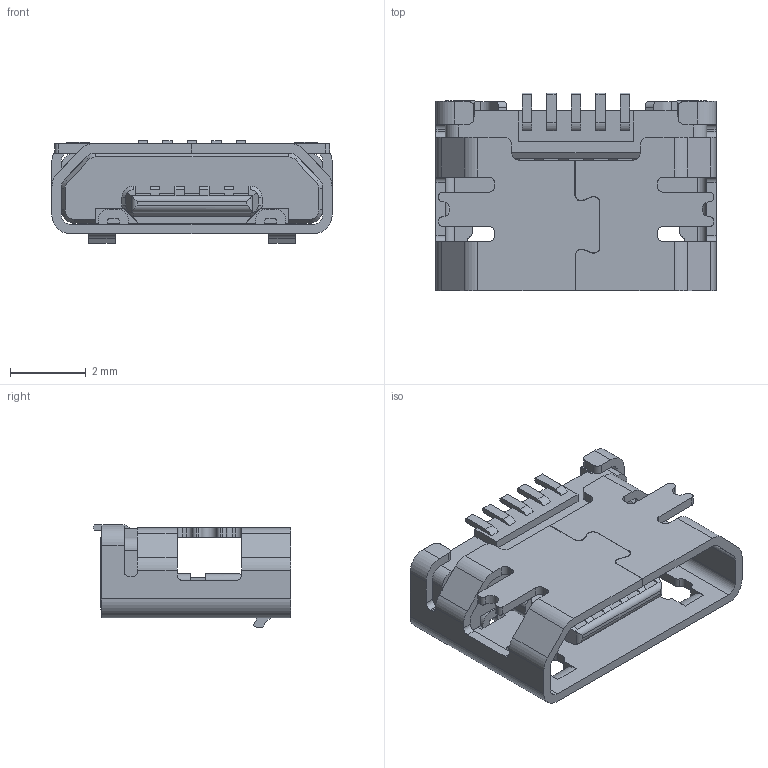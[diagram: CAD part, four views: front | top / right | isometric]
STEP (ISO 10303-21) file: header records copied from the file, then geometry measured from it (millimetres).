
FILE_DESCRIPTION(('CoCreate Modeling STEP Export'),'2;1');
FILE_NAME('四脚平贴 无柱无翻边.stp','2015-10-20T14:44:02',(''),(''),'CoCreate Modeling STEP processor for AP214 (Solid Model)','CoCreate Modeling 16.00 13-May-2008 (C) Parametric Technology GmbH','');
FILE_SCHEMA(('AUTOMOTIVE_DESIGN { 1 0 10303 214 1 1 1 1 }'));
Length unit declared in the file: millimetre
Products named in the file (140): 4MSTPITCH_ASM; USB-1008-05S.stp; p1; 2DIP2MSTMOLDING; 2DIP2MSTMOLDING.1; 2DIP2MST640_ASM; USB-1009-05S.stp; 010101010-03X_前插后贴.stp.1; 000.stp.2.1; 010101010-03X_前插后贴.stp.1.1; 000.stp.2; 000.stp.1; 000.stp; 010101010-03X_前插后贴.stp.1.1.1; 改后-6.40前插后贴有柱-.stp.1; 前插后贴.1; 3.stp; 6.40前插后贴有柱-.stp.1.1; housing.1; 无柱无翻边改后-6.40前插后贴; p2; 55.stp; 2.stp; 010101010-03X_四脚平贴-成品.stp; 010101010-031_四脚平贴_无柱.stp
Assembly tree (139 placements, depth 15):
  010101010-031_四脚平贴_无柱.stp
    010101010-03X_四脚平贴-成品.stp
      2.stp
        55.stp
          p2
          前插后贴.1
            无柱无翻边改后-6.40前插后贴
              010101010-03X_前插后贴.stp.1.1.1
                000.stp
                  000.stp.1
                  010101010-03X_前插后贴.stp.1
                000.stp.2
                  010101010-03X_前插后贴.stp.1.1
                  010101010-03X_前插后贴.stp.1
                USB-1009-05S.stp
                  2DIP2MST640_ASM
              p1
            改后-6.40前插后贴有柱-.stp.1
              housing.1
              010101010-03X_前插后贴.stp.1.1.1
                000.stp
                  000.stp.1
                  010101010-03X_前插后贴.stp.1
                000.stp.2
                  010101010-03X_前插后贴.stp.1.1
                  010101010-03X_前插后贴.stp.1
                USB-1009-05S.stp
                  2DIP2MST640_ASM
              p1
            6.40前插后贴有柱-.stp.1.1
              010101010-03X_前插后贴.stp.1.1.1
                000.stp
                  000.stp.1
                  010101010-03X_前插后贴.stp.1
                000.stp.2
                  010101010-03X_前插后贴.stp.1.1
                  010101010-03X_前插后贴.stp.1
                USB-1009-05S.stp
                  2DIP2MST640_ASM
              p1
          p1
          3.stp
            前插后贴.1
              改后-6.40前插后贴有柱-.stp.1
                010101010-03X_前插后贴.stp.1.1.1
                  000.stp
                  000.stp.2
                  USB-1009-05S.stp
                p1
      USB-1008-05S.stp
        4MSTPITCH_ASM
Bounding box: 7.4 x 5.22 x 2.71 mm (x, y, z)
Volume: 37.5 mm3; surface area: 235.7 mm2
Topology: 1 solids, 11 shells, 711 faces, 2010 edges, 1296 vertices
Faces by surface type: plane 490, cylinder 211, cone 10
Entity records: 25726 total; most frequent: CARTESIAN_POINT 4147, ORIENTED_EDGE 4060, DIRECTION 3946, EDGE_CURVE 2010, VECTOR 1478, LINE 1478, VERTEX_POINT 1296, AXIS2_PLACEMENT_3D 1234
